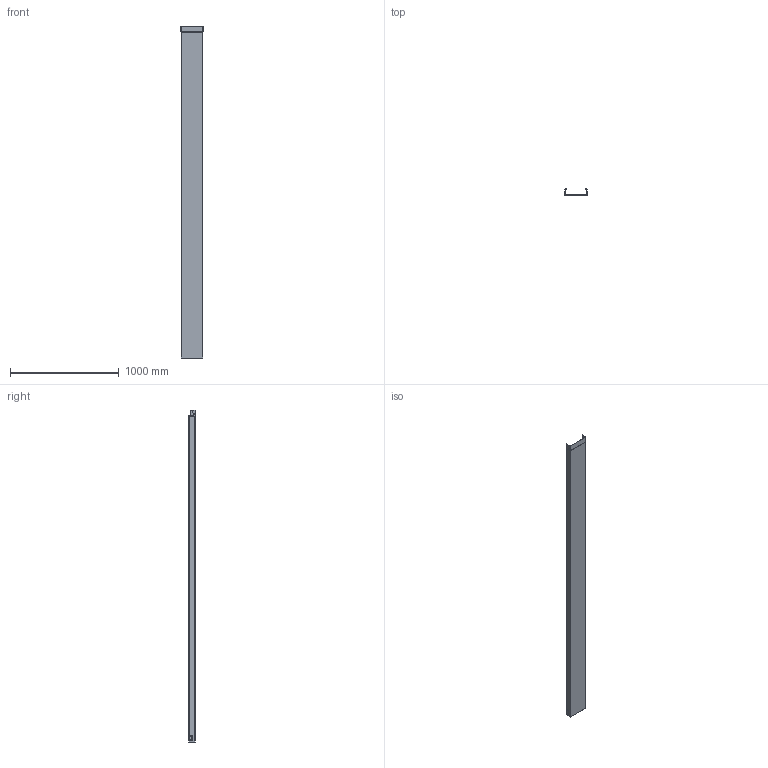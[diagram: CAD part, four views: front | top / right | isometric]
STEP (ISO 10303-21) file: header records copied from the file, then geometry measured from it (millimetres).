
FILE_DESCRIPTION (( 'STEP AP214' ), '1' );
FILE_NAME ('6059726.STEP', '2025-08-18T08:26:50', ( '' ), ( '' ), 'SwSTEP 2.0', 'SolidWorks 2024', '' );
FILE_SCHEMA (( 'AUTOMOTIVE_DESIGN' ));
Length unit declared in the file: millimetre
Products named in the file (1): 6059726
Bounding box: 204.5 x 63.25 x 3050 mm (x, y, z)
Volume: 1569303.7 mm3; surface area: 2107625.2 mm2
Topology: 1 solids, 1 shells, 210 faces, 552 edges, 344 vertices
Faces by surface type: plane 96, cylinder 80, bspline 20, cone 6, torus 4, sphere 4
Entity records: 7009 total; most frequent: CARTESIAN_POINT 1849, ORIENTED_EDGE 1104, DIRECTION 1052, EDGE_CURVE 552, AXIS2_PLACEMENT_3D 363, VERTEX_POINT 344, VECTOR 326, LINE 326
